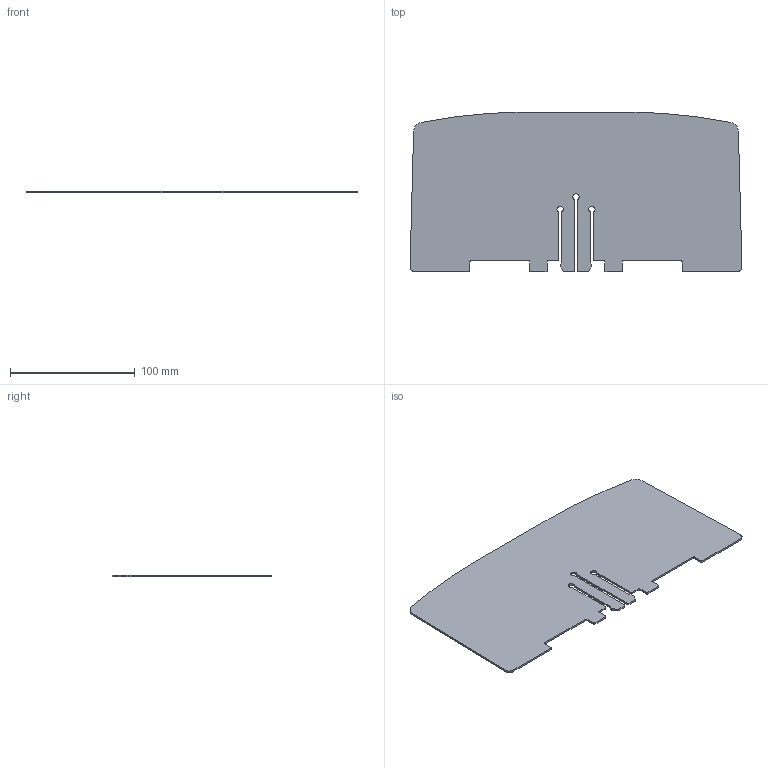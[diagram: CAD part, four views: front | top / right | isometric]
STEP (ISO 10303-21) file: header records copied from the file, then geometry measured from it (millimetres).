
FILE_DESCRIPTION((''),'2;1');
FILE_NAME('ASM0003_ASM','2023-06-21T12:49:47',('klemen.sitar'),('Audax d.o.o.'),'CREO PARAMETRIC BY PTC INC, 2021304','CREO PARAMETRIC BY PTC INC, 2021304','');
FILE_SCHEMA(('AP242_MANAGED_MODEL_BASED_3D_ENGINEERING_MIM_LF { 1 0 10303 442 1 1 4 }'));
Length unit declared in the file: millimetre
Products named in the file (2): PR_PK3; ASM0003_ASM
Assembly tree (1 placements, depth 2):
  ASM0003_ASM
    PR_PK3
Bounding box: 265.79 x 128 x 1.5 mm (x, y, z)
Volume: 47242 mm3; surface area: 64672.3 mm2
Topology: 1 solids, 1 shells, 60 faces, 186 edges, 128 vertices
Faces by surface type: plane 31, cylinder 29
Entity records: 3671 total; most frequent: DIRECTION 392, CARTESIAN_POINT 387, ORIENTED_EDGE 372, PRESENTATION_STYLE_ASSIGNMENT 249, STYLED_ITEM 249, CURVE_STYLE 186, EDGE_CURVE 186, COLOUR_RGB 179
